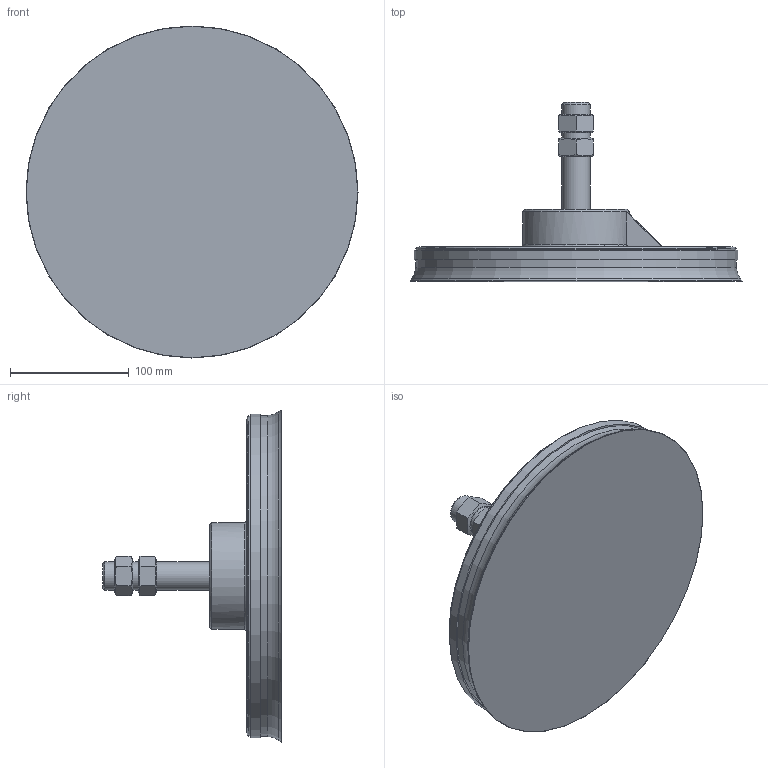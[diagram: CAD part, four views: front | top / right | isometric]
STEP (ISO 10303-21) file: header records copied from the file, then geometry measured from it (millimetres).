
FILE_DESCRIPTION(/* description */ (''),/* implementation_level */ '2;1');
FILE_NAME(/* name */ 'vpd270sh30sb.stp',/* time_stamp */ '2025-12-01T09:31:57+01:00',/* author */ ('enginyeria4'),/* organization */ (''),/* preprocessor_version */ 'ST-DEVELOPER v20',/* originating_system */ 'Autodesk Inventor 2024',/* authorisation */ '');
FILE_SCHEMA (('AUTOMOTIVE_DESIGN { 1 0 10303 214 3 1 1 }'));
Length unit declared in the file: millimetre
Products named in the file (1): Pieza47
Bounding box: 279.48 x 150.51 x 279.48 mm (x, y, z)
Volume: 1942094.2 mm3; surface area: 164725.2 mm2
Topology: 1 solids, 1 shells, 50 faces, 106 edges, 68 vertices
Faces by surface type: plane 27, cone 10, cylinder 9, torus 4
Full cylindrical faces by diameter (mm): 19 x1, 24 x3, 90 x1, 268.8 x1, 270 x2, 272.8 x1
Entity records: 1458 total; most frequent: CARTESIAN_POINT 290, DIRECTION 222, ORIENTED_EDGE 210, EDGE_CURVE 105, AXIS2_PLACEMENT_3D 92, VERTEX_POINT 68, EDGE_LOOP 61, FACE_OUTER_BOUND 50
